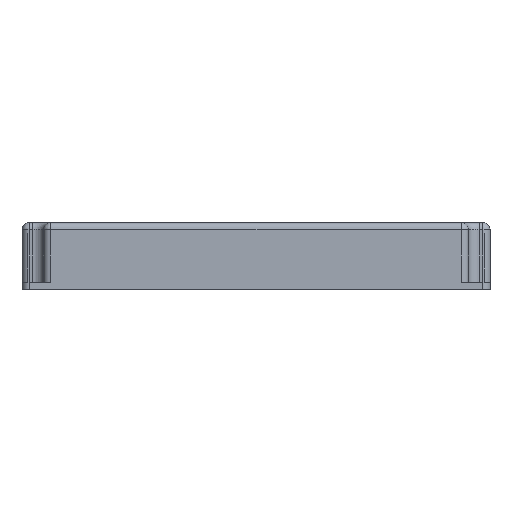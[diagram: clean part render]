
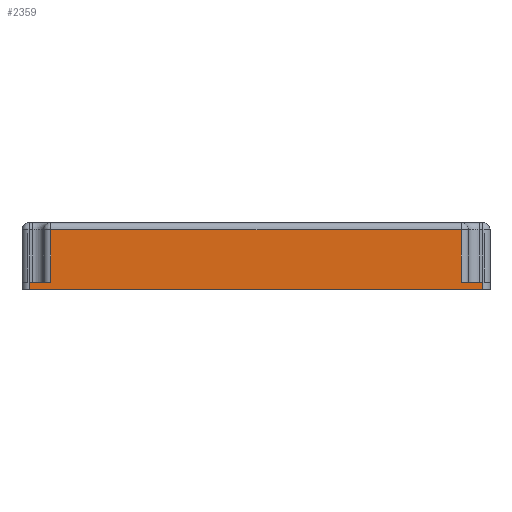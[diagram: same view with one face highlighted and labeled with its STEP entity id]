
A CAD part, front view. The second image highlights one B-rep face of the part: STEP entity #2359.
In plain terms, the highlighted planar face has unit normal (0, -1, 0).
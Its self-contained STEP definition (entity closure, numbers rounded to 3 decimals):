
#255=FACE_OUTER_BOUND('',#398,.T.);
#398=EDGE_LOOP('',(#1954,#1955,#1956,#1957,#1958,#1959,#1960,#1961));
#543=LINE('',#3565,#800);
#646=LINE('',#3818,#903);
#647=LINE('',#3821,#904);
#648=LINE('',#3823,#905);
#649=LINE('',#3825,#906);
#650=LINE('',#3827,#907);
#651=LINE('',#3829,#908);
#652=LINE('',#3830,#909);
#800=VECTOR('',#2852,10.);
#903=VECTOR('',#3103,10.);
#904=VECTOR('',#3106,10.);
#905=VECTOR('',#3107,10.);
#906=VECTOR('',#3108,10.);
#907=VECTOR('',#3109,10.);
#908=VECTOR('',#3110,10.);
#909=VECTOR('',#3111,10.);
#1065=VERTEX_POINT('',#3562);
#1066=VERTEX_POINT('',#3564);
#1142=VERTEX_POINT('',#3816);
#1143=VERTEX_POINT('',#3820);
#1144=VERTEX_POINT('',#3822);
#1145=VERTEX_POINT('',#3824);
#1146=VERTEX_POINT('',#3826);
#1147=VERTEX_POINT('',#3828);
#1310=EDGE_CURVE('',#1065,#1066,#543,.T.);
#1436=EDGE_CURVE('',#1142,#1065,#646,.T.);
#1437=EDGE_CURVE('',#1142,#1143,#647,.T.);
#1438=EDGE_CURVE('',#1144,#1143,#648,.T.);
#1439=EDGE_CURVE('',#1145,#1144,#649,.T.);
#1440=EDGE_CURVE('',#1146,#1145,#650,.T.);
#1441=EDGE_CURVE('',#1146,#1147,#651,.T.);
#1442=EDGE_CURVE('',#1147,#1066,#652,.T.);
#1954=ORIENTED_EDGE('',*,*,#1310,.F.);
#1955=ORIENTED_EDGE('',*,*,#1436,.F.);
#1956=ORIENTED_EDGE('',*,*,#1437,.T.);
#1957=ORIENTED_EDGE('',*,*,#1438,.F.);
#1958=ORIENTED_EDGE('',*,*,#1439,.F.);
#1959=ORIENTED_EDGE('',*,*,#1440,.F.);
#1960=ORIENTED_EDGE('',*,*,#1441,.T.);
#1961=ORIENTED_EDGE('',*,*,#1442,.T.);
#2249=PLANE('',#2559);
#2359=ADVANCED_FACE('',(#255),#2249,.T.);
#2559=AXIS2_PLACEMENT_3D('',#3819,#3104,#3105);
#2852=DIRECTION('',(1.,0.,0.));
#3103=DIRECTION('',(0.,0.,1.));
#3104=DIRECTION('center_axis',(0.,-1.,0.));
#3105=DIRECTION('ref_axis',(1.,0.,0.));
#3106=DIRECTION('',(-1.,0.,0.));
#3107=DIRECTION('',(0.,0.,1.));
#3108=DIRECTION('',(-1.,0.,0.));
#3109=DIRECTION('',(0.,0.,-1.));
#3110=DIRECTION('',(-1.,0.,0.));
#3111=DIRECTION('',(0.,0.,1.));
#3562=CARTESIAN_POINT('',(-57.,-55.,16.5));
#3564=CARTESIAN_POINT('',(57.,-55.,16.5));
#3565=CARTESIAN_POINT('',(-32.5,-55.,16.5));
#3816=CARTESIAN_POINT('',(-57.,-55.,2.));
#3818=CARTESIAN_POINT('',(-57.,-55.,7.5));
#3819=CARTESIAN_POINT('Origin',(-65.,-55.,0.));
#3820=CARTESIAN_POINT('',(-63.,-55.,2.));
#3821=CARTESIAN_POINT('',(-63.5,-55.,2.));
#3822=CARTESIAN_POINT('',(-63.,-55.,0.));
#3823=CARTESIAN_POINT('',(-63.,-55.,0.));
#3824=CARTESIAN_POINT('',(63.,-55.,0.));
#3825=CARTESIAN_POINT('',(65.,-55.,0.));
#3826=CARTESIAN_POINT('',(63.,-55.,2.));
#3827=CARTESIAN_POINT('',(63.,-55.,0.));
#3828=CARTESIAN_POINT('',(57.,-55.,2.));
#3829=CARTESIAN_POINT('',(-0.75,-55.,2.));
#3830=CARTESIAN_POINT('',(57.,-55.,17.));
